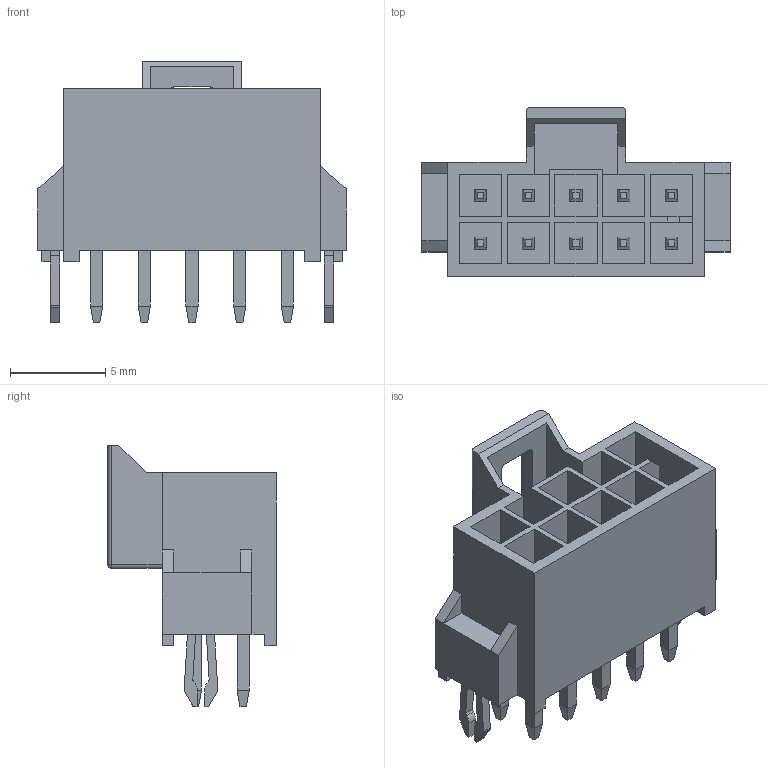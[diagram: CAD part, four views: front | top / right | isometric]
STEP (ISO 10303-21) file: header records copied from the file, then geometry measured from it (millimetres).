
FILE_DESCRIPTION((''),'2;1');
FILE_NAME('1053121110','2020-11-23T',('gga'),(''),'PRO/ENGINEER BY PARAMETRIC TECHNOLOGY CORPORATION, 2016010','PRO/ENGINEER BY PARAMETRIC TECHNOLOGY CORPORATION, 2016010','');
FILE_SCHEMA(('CONFIG_CONTROL_DESIGN'));
Length unit declared in the file: millimetre
Products named in the file (1): 1053121110
Bounding box: 16.16 x 8.84 x 13.71 mm (x, y, z)
Volume: 487.3 mm3; surface area: 1408.7 mm2
Topology: 1 solids, 1 shells, 347 faces, 880 edges, 564 vertices
Faces by surface type: plane 317, cylinder 28, sphere 2
Entity records: 10201 total; most frequent: CARTESIAN_POINT 1768, ORIENTED_EDGE 1712, DIRECTION 1656, EDGE_CURVE 856, VECTOR 800, LINE 800, VERTEX_POINT 540, AXIS2_PLACEMENT_3D 428
